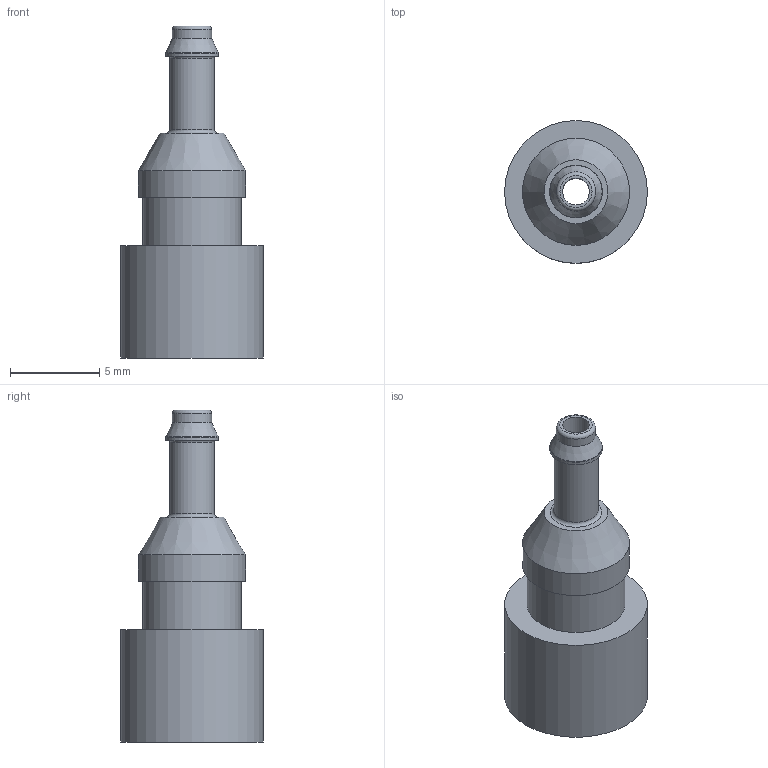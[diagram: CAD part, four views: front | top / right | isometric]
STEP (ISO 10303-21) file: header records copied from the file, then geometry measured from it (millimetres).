
FILE_DESCRIPTION(/* description */ ('STEP AP214'),/* implementation_level */ '2;1');
FILE_NAME(/* name */ '244937_KDV-PK-2',/* time_stamp */ '2024-08-29T16:44:18+02:00',/* author */ ('License CC BY-ND 4.0'),/* organization */ ('CADENAS'),/* preprocessor_version */ 'ST-DEVELOPER v19.3',/* originating_system */ 'PARTsolutions',/* authorisation */ ' ');
FILE_SCHEMA (('AUTOMOTIVE_DESIGN {1 0 10303 214 3 1 1}'));
Length unit declared in the file: millimetre
Products named in the file (1): 244937 KDV-PK-2
Bounding box: 8 x 8 x 18.6 mm (x, y, z)
Volume: 282.4 mm3; surface area: 574 mm2
Topology: 1 solids, 1 shells, 23 faces, 39 edges, 23 vertices
Faces by surface type: cylinder 8, plane 7, torus 5, cone 3
Full cylindrical faces by diameter (mm): 1.5 x1, 2.2 x1, 2.5 x1, 2.95 x1, 5.5 x1, 6 x1, 6.4 x1, 8 x1
Entity records: 498 total; most frequent: DIRECTION 94, CARTESIAN_POINT 70, AXIS2_PLACEMENT_3D 47, ORIENTED_EDGE 46, EDGE_LOOP 46, FACE_BOUND 46, EDGE_CURVE 23, VERTEX_POINT 23
